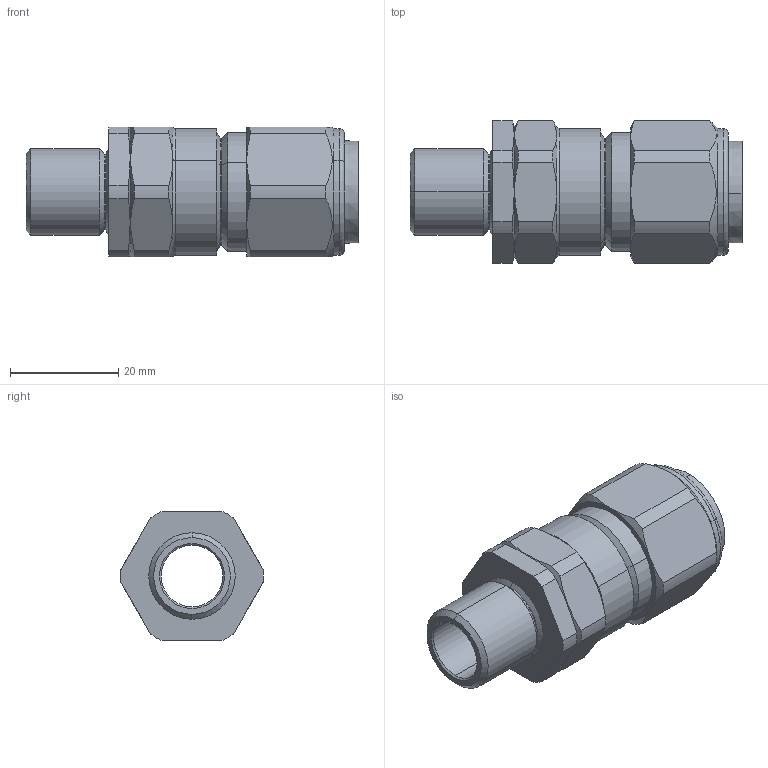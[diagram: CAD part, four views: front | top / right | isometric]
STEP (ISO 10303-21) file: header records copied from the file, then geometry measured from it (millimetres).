
FILE_DESCRIPTION (( 'STEP AP203' ), '1' );
FILE_NAME ('16CWE1RA.STEP', '2019-12-11T13:28:57', ( '' ), ( '' ), 'SwSTEP 2.0', 'SolidWorks 2017', '' );
FILE_SCHEMA (( 'CONFIG_CONTROL_DESIGN' ));
Length unit declared in the file: millimetre
Products named in the file (1): 16CWE1RA
Bounding box: 61.45 x 26.39 x 24.01 mm (x, y, z)
Surface area: 7189.3 mm2 (no closed solid volume)
Topology: 0 solids, 5 shells, 107 faces, 260 edges, 160 vertices
Faces by surface type: cone 38, cylinder 34, plane 25, torus 10
Entity records: 3399 total; most frequent: CARTESIAN_POINT 816, DIRECTION 556, ORIENTED_EDGE 500, EDGE_CURVE 260, AXIS2_PLACEMENT_3D 236, VERTEX_POINT 160, CIRCLE 128, EDGE_LOOP 114
